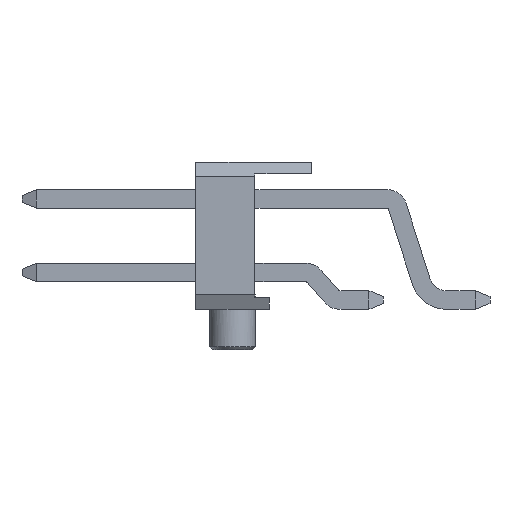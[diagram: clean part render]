
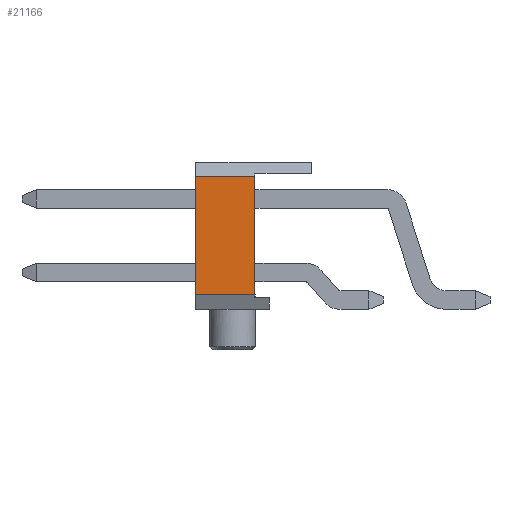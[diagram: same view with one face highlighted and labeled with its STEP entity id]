
A CAD part, left-side view. The second image highlights one B-rep face of the part: STEP entity #21166.
In plain terms, the highlighted face is planar.
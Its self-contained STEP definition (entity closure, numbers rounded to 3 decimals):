
#3571=ORIENTED_EDGE('',*,*,#6308,.F.);
#3572=ORIENTED_EDGE('',*,*,#6217,.T.);
#3573=ORIENTED_EDGE('',*,*,#6306,.F.);
#3574=ORIENTED_EDGE('',*,*,#6114,.T.);
#6114=EDGE_CURVE('',#7677,#7676,#9333,.T.);
#6217=EDGE_CURVE('',#7759,#7760,#9434,.T.);
#6306=EDGE_CURVE('',#7677,#7760,#9521,.T.);
#6308=EDGE_CURVE('',#7759,#7676,#9523,.T.);
#7676=VERTEX_POINT('',#29684);
#7677=VERTEX_POINT('',#29686);
#7759=VERTEX_POINT('',#29891);
#7760=VERTEX_POINT('',#29893);
#9333=LINE('',#29685,#11251);
#9434=LINE('',#29894,#11352);
#9521=LINE('',#30048,#11439);
#9523=LINE('',#30053,#11441);
#11251=VECTOR('',#25402,1000.);
#11352=VECTOR('',#25551,1000.);
#11439=VECTOR('',#25732,1000.);
#11441=VECTOR('',#25740,1000.);
#12484=EDGE_LOOP('',(#3571,#3572,#3573,#3574));
#13402=FACE_BOUND('',#12484,.T.);
#14204=PLANE('',#22240);
#21166=ADVANCED_FACE('',(#13402),#14204,.F.);
#22240=AXIS2_PLACEMENT_3D('',#30052,#25738,#25739);
#25402=DIRECTION('',(0.,1.,0.));
#25551=DIRECTION('',(0.,-1.,0.));
#25732=DIRECTION('',(0.,0.,1.));
#25738=DIRECTION('',(-1.,0.,0.));
#25739=DIRECTION('',(0.,0.,1.));
#25740=DIRECTION('',(0.,0.,-1.));
#29684=CARTESIAN_POINT('',(13.97,0.77,-2.04));
#29685=CARTESIAN_POINT('',(13.97,0.,-2.04));
#29686=CARTESIAN_POINT('',(13.97,-1.27,-2.04));
#29891=CARTESIAN_POINT('',(13.97,0.77,2.04));
#29893=CARTESIAN_POINT('',(13.97,-1.27,2.04));
#29894=CARTESIAN_POINT('',(13.97,0.,2.04));
#30048=CARTESIAN_POINT('',(13.97,-1.27,-2.54));
#30052=CARTESIAN_POINT('',(13.97,0.,0.));
#30053=CARTESIAN_POINT('',(13.97,0.77,-2.14));
